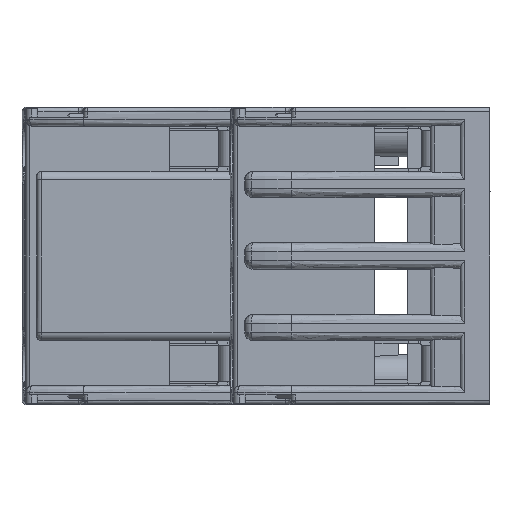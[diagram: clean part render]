
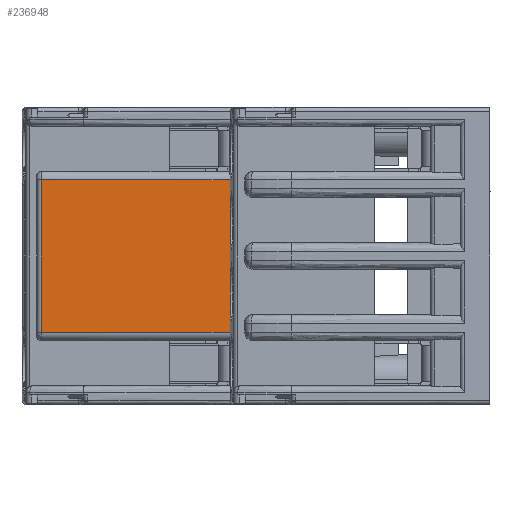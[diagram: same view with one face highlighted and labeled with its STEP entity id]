
A CAD part, left-side view. The second image highlights one B-rep face of the part: STEP entity #236948.
In plain terms, the highlighted planar face has unit normal (-1, 0.009, 0).
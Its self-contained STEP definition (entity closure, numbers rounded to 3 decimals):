
#1149 = EDGE_LOOP ( 'NONE', ( #52513, #52514, #52516, #52518 ) ) ;
#14870 = VERTEX_POINT ( 'NONE', #307593 ) ;
#14900 = VERTEX_POINT ( 'NONE', #307625 ) ;
#35071 = AXIS2_PLACEMENT_3D ( 'NONE', #111332, #111334, #111336 ) ;
#52513 = ORIENTED_EDGE ( 'NONE', *, *, #239915, .T. ) ;
#52514 = ORIENTED_EDGE ( 'NONE', *, *, #240079, .F. ) ;
#52516 = ORIENTED_EDGE ( 'NONE', *, *, #240119, .T. ) ;
#52518 = ORIENTED_EDGE ( 'NONE', *, *, #61511, .T. ) ;
#61511 = EDGE_CURVE ( 'NONE', #14870, #14900, #125639, .T. ) ;
#109132 = LINE ( 'NONE', #123729, #109141 ) ;
#109141 = VECTOR ( 'NONE', #123735, 1000. ) ;
#109731 = LINE ( 'NONE', #125057, #109739 ) ;
#109739 = VECTOR ( 'NONE', #125061, 1000. ) ;
#109861 = LINE ( 'NONE', #125435, #109863 ) ;
#109863 = VECTOR ( 'NONE', #125443, 1000. ) ;
#111317 = PLANE ( 'NONE',  #35071 ) ;
#111332 = CARTESIAN_POINT ( 'NONE',  ( -29.1, 37.25, 9.75 ) ) ;
#111334 = DIRECTION ( 'NONE',  ( -1., 0.009, 0. ) ) ;
#111336 = DIRECTION ( 'NONE',  ( -0.009, -1., 0. ) ) ;
#112695 = FACE_OUTER_BOUND ( 'NONE', #1149, .T. ) ;
#113763 = VERTEX_POINT ( 'NONE', #156277 ) ;
#113913 = VERTEX_POINT ( 'NONE', #156398 ) ;
#123729 = CARTESIAN_POINT ( 'NONE',  ( -29.1, 37.25, -6.9 ) ) ;
#123735 = DIRECTION ( 'NONE',  ( -0.009, -1., 0. ) ) ;
#125057 = CARTESIAN_POINT ( 'NONE',  ( -29.219, 23.595, 13.5 ) ) ;
#125061 = DIRECTION ( 'NONE',  ( 0., 0., -1. ) ) ;
#125435 = CARTESIAN_POINT ( 'NONE',  ( -29.1, 37.25, 6.9 ) ) ;
#125443 = DIRECTION ( 'NONE',  ( 0.009, 1., 0. ) ) ;
#125639 = LINE ( 'NONE', #129553, #125651 ) ;
#125651 = VECTOR ( 'NONE', #129557, 1000. ) ;
#129553 = CARTESIAN_POINT ( 'NONE',  ( -29.07, 40.729, 9.75 ) ) ;
#129557 = DIRECTION ( 'NONE',  ( 0., 0., -1. ) ) ;
#156277 = CARTESIAN_POINT ( 'NONE',  ( -29.219, 23.595, 6.9 ) ) ;
#156398 = CARTESIAN_POINT ( 'NONE',  ( -29.219, 23.595, -6.9 ) ) ;
#236948 = ADVANCED_FACE ( 'NONE', ( #112695 ), #111317, .T. ) ;
#239915 = EDGE_CURVE ( 'NONE', #14900, #113913, #109132, .T. ) ;
#240079 = EDGE_CURVE ( 'NONE', #113763, #113913, #109731, .T. ) ;
#240119 = EDGE_CURVE ( 'NONE', #113763, #14870, #109861, .T. ) ;
#307593 = CARTESIAN_POINT ( 'NONE',  ( -29.07, 40.729, 6.9 ) ) ;
#307625 = CARTESIAN_POINT ( 'NONE',  ( -29.07, 40.729, -6.9 ) ) ;
